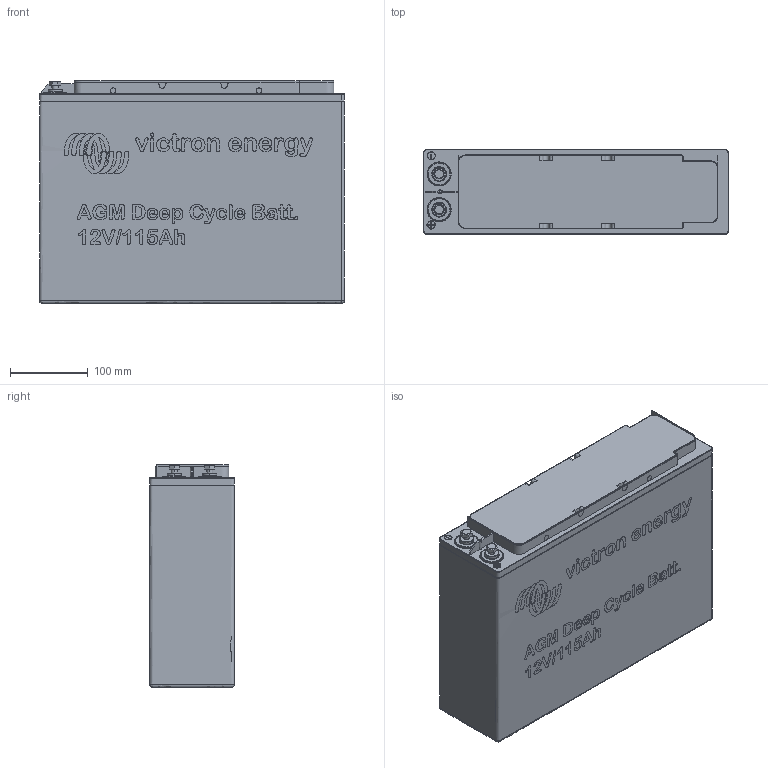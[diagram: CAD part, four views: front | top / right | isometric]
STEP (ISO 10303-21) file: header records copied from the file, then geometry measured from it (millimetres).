
FILE_DESCRIPTION(/* description */ (''),/* implementation_level */ '2;1');
FILE_NAME(/* name */ 'AGMDEE~2',/* time_stamp */ '2014-11-12T11:18:48+01:00',/* author */ (''),/* organization */ (''),/* preprocessor_version */ 'ST-DEVELOPER v15',/* originating_system */ '',/* authorisation */ '');
FILE_SCHEMA (('AUTOMOTIVE_DESIGN'));
Length unit declared in the file: millimetre
Products named in the file (1): Document
Bounding box: 393 x 109.1 x 286.65 mm (x, y, z)
Surface area: 382665.3 mm2 (no closed solid volume)
Topology: 0 solids, 105 shells, 170 faces, 988 edges, 913 vertices
Faces by surface type: plane 96, bspline 74
Entity records: 18950 total; most frequent: CARTESIAN_POINT 13202, ORIENTED_EDGE 1125, EDGE_CURVE 988, VERTEX_POINT 913, B_SPLINE_CURVE_WITH_KNOTS 670, EDGE_LOOP 208, ADVANCED_FACE 170, FACE_OUTER_BOUND 170
